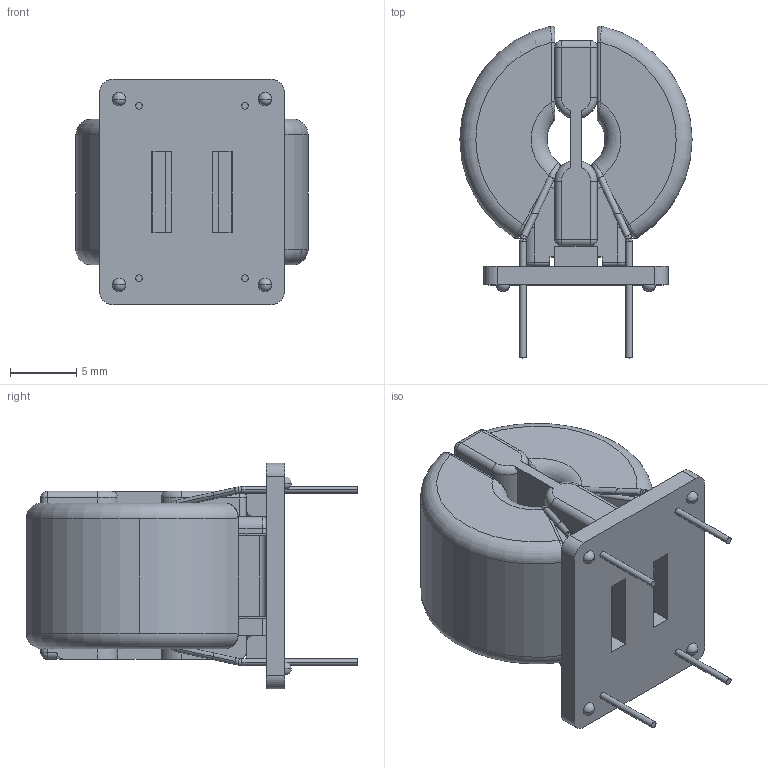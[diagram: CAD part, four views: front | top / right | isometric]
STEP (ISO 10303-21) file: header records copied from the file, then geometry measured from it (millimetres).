
FILE_DESCRIPTION (( 'STEP AP214' ), '1' );
FILE_NAME ('SC-02-30GJ.STEP', '2019-02-05T05:27:45', ( '' ), ( '' ), 'SwSTEP 2.0', 'SolidWorks 2018', '' );
FILE_SCHEMA (( 'AUTOMOTIVE_DESIGN' ));
Length unit declared in the file: millimetre
Products named in the file (1): SC-02-30GJ
Bounding box: 17.5 x 25 x 17 mm (x, y, z)
Volume: 3535.2 mm3; surface area: 3583.3 mm2
Topology: 4 solids, 6 shells, 395 faces, 1073 edges, 680 vertices
Faces by surface type: plane 167, cylinder 128, bspline 40, torus 30, cone 16, sphere 14
Entity records: 18449 total; most frequent: CARTESIAN_POINT 4311, ORIENTED_EDGE 2102, DIRECTION 1987, EDGE_CURVE 1051, AXIS2_PLACEMENT_3D 710, VERTEX_POINT 672, VECTOR 567, LINE 567
